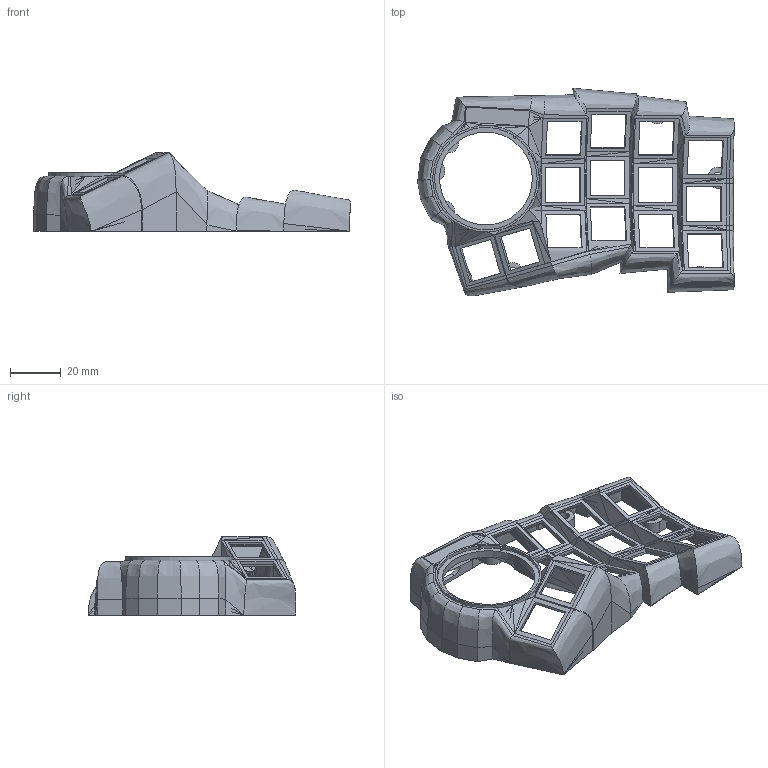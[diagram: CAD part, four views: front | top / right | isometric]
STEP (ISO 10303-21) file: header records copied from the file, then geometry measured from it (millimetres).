
FILE_DESCRIPTION(('FreeCAD Model'),'2;1');
FILE_NAME('Open CASCADE Shape Model','2025-09-17T16:21:23',(''),(''), 'Open CASCADE STEP processor 7.8','FreeCAD','Unknown');
FILE_SCHEMA(('AUTOMOTIVE_DESIGN { 1 0 10303 214 1 1 1 1 }'));
Length unit declared in the file: millimetre
Products named in the file (29): caseright-shifted-mcu-screw-attachment; Walls; Web; Switch Holders016; Switch Holders; Switch Holders001; Switch Holders002; Switch Holders003; Switch Holders004; Switch Holders005; Switch Holders006; Switch Holders007; Switch Holders008; Switch Holders009; Switch Holders010; Switch Holders011; Switch Holders012; Switch Holders013; Switch Holders014; Switch Holders015; Screw Attachments008; Screw Attachments; Screw Attachments001; Screw Attachments002; Screw Attachments003; Screw Attachments004; Screw Attachments005; Screw Attachments006; Screw Attachments007
Assembly tree (28 placements, depth 3):
  caseright-shifted-mcu-screw-attachment
    Walls
    Web
    Switch Holders016
      Switch Holders
      Switch Holders001
      Switch Holders002
      Switch Holders003
      Switch Holders004
      Switch Holders005
      Switch Holders006
      Switch Holders007
      Switch Holders008
      Switch Holders009
      Switch Holders010
      Switch Holders011
      Switch Holders012
      Switch Holders013
      Switch Holders014
      Switch Holders015
    Screw Attachments008
      Screw Attachments
      Screw Attachments001
      Screw Attachments002
      Screw Attachments003
      Screw Attachments004
      Screw Attachments005
      Screw Attachments006
      Screw Attachments007
Bounding box: 124.89 x 81.86 x 30.99 mm (x, y, z)
Volume: 22727.6 mm3; surface area: 33270.2 mm2
Topology: 26 solids, 26 shells, 823 faces, 1724 edges, 917 vertices
Faces by surface type: plane 538, bspline 267, cylinder 18
Full cylindrical faces by diameter (mm): 4.3 x8, 6.4 x1, 36.6 x1, 40.4 x1, 42 x1
Entity records: 25576 total; most frequent: CARTESIAN_POINT 9844, ORIENTED_EDGE 3376, DIRECTION 2281, EDGE_CURVE 1688, LINE 1015, VECTOR 1015, VERTEX_POINT 917, FACE_BOUND 885
